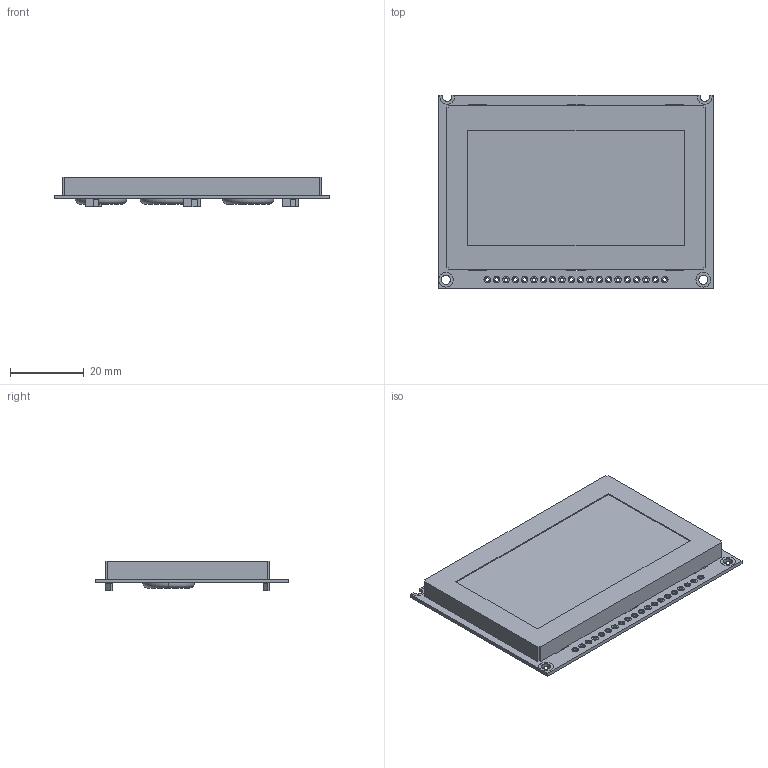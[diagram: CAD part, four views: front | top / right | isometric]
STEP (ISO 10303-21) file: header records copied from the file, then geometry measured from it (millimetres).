
FILE_DESCRIPTION (( 'STEP AP214' ), '1' );
FILE_NAME ('NHD-12864WG.STEP', '2017-11-29T20:44:01', ( '' ), ( '' ), 'SwSTEP 2.0', 'SolidWorks 2017', '' );
FILE_SCHEMA (( 'AUTOMOTIVE_DESIGN' ));
Length unit declared in the file: millimetre
Products named in the file (1): NHD-12864WG
Bounding box: 75 x 52.7 x 8.1 mm (x, y, z)
Volume: 19430.5 mm3; surface area: 9653 mm2
Topology: 1 solids, 1 shells, 341 faces, 858 edges, 562 vertices
Faces by surface type: plane 173, cylinder 162, torus 6
Entity records: 14191 total; most frequent: DIRECTION 1884, CARTESIAN_POINT 1762, ORIENTED_EDGE 1716, EDGE_CURVE 858, AXIS2_PLACEMENT_3D 684, VERTEX_POINT 562, LINE 516, VECTOR 516
